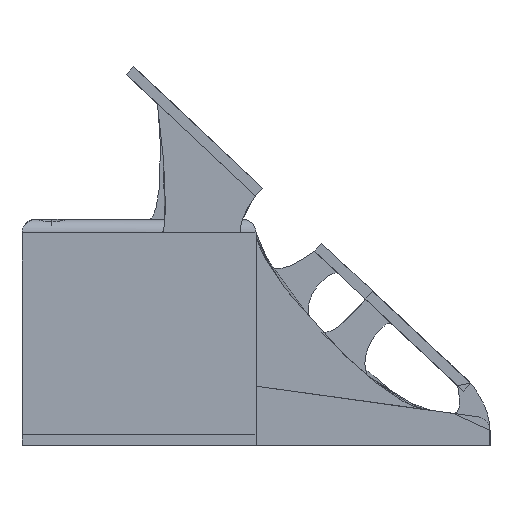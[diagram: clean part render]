
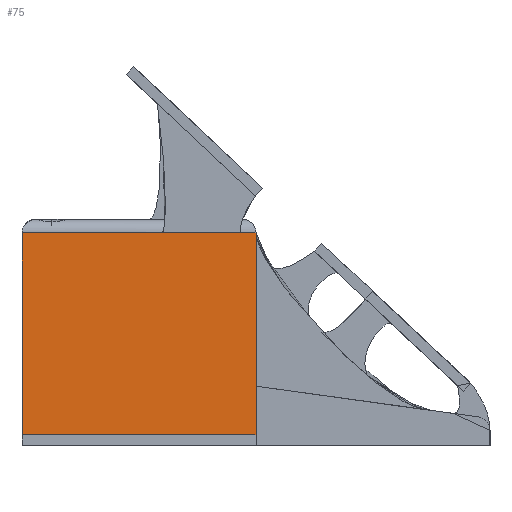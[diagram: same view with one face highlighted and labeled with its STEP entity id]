
A CAD part, left-side view. The second image highlights one B-rep face of the part: STEP entity #75.
In plain terms, the highlighted planar face has unit normal (-1, 0, 0).
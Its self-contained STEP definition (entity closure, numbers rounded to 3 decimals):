
#75=ADVANCED_FACE('',(#759),#9540,.T.);
#759=FACE_OUTER_BOUND('',#1330,.T.);
#1330=EDGE_LOOP('',(#2068,#2069,#2070,#2071));
#2068=ORIENTED_EDGE('',*,*,#5035,.T.);
#2069=ORIENTED_EDGE('',*,*,#5034,.T.);
#2070=ORIENTED_EDGE('',*,*,#5024,.T.);
#2071=ORIENTED_EDGE('',*,*,#5027,.T.);
#5024=EDGE_CURVE('',#8257,#8256,#7420,.T.);
#5027=EDGE_CURVE('',#8256,#8262,#7423,.T.);
#5034=EDGE_CURVE('',#8264,#8257,#7430,.T.);
#5035=EDGE_CURVE('',#8262,#8264,#7431,.T.);
#7420=B_SPLINE_CURVE_WITH_KNOTS('',1,(#12750,#12751),.UNSPECIFIED.,.F.,
 .F.,(2,2),(-82.,-81.),.UNSPECIFIED.);
#7423=B_SPLINE_CURVE_WITH_KNOTS('',1,(#12756,#12757),.UNSPECIFIED.,.F.,
 .F.,(2,2),(-81.,-43.5),.UNSPECIFIED.);
#7430=B_SPLINE_CURVE_WITH_KNOTS('',1,(#12770,#12771),.UNSPECIFIED.,.F.,
 .F.,(2,2),(-37.5,0.),.UNSPECIFIED.);
#7431=B_SPLINE_CURVE_WITH_KNOTS('',1,(#12772,#12773),.UNSPECIFIED.,.F.,
 .F.,(2,2),(0.,43.5),.UNSPECIFIED.);
#8256=VERTEX_POINT('',#12483);
#8257=VERTEX_POINT('',#12484);
#8262=VERTEX_POINT('',#12489);
#8264=VERTEX_POINT('',#12491);
#9540=PLANE('',#9958);
#9958=AXIS2_PLACEMENT_3D('',#12431,#10616,$);
#10616=DIRECTION('',(-1.,0.,0.));
#12431=CARTESIAN_POINT('',(-2.,85.,18.));
#12483=CARTESIAN_POINT('',(-2.,41.5,18.));
#12484=CARTESIAN_POINT('',(-2.,85.,18.));
#12489=CARTESIAN_POINT('',(-2.,41.5,55.5));
#12491=CARTESIAN_POINT('',(-2.,85.,55.5));
#12750=CARTESIAN_POINT('',(-2.,85.,18.));
#12751=CARTESIAN_POINT('',(-2.,41.5,18.));
#12756=CARTESIAN_POINT('',(-2.,41.5,18.));
#12757=CARTESIAN_POINT('',(-2.,41.5,55.5));
#12770=CARTESIAN_POINT('',(-2.,85.,55.5));
#12771=CARTESIAN_POINT('',(-2.,85.,18.));
#12772=CARTESIAN_POINT('',(-2.,41.5,55.5));
#12773=CARTESIAN_POINT('',(-2.,85.,55.5));
